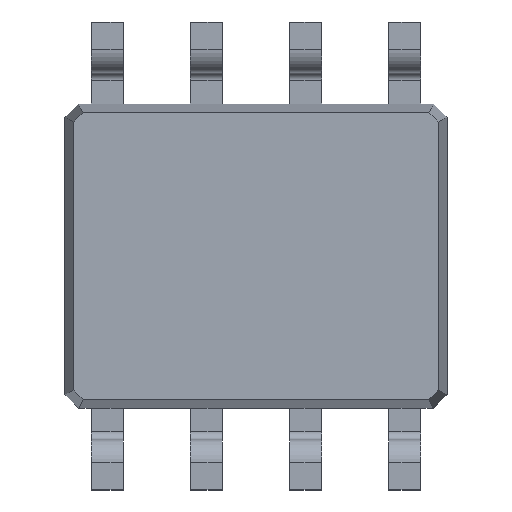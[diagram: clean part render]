
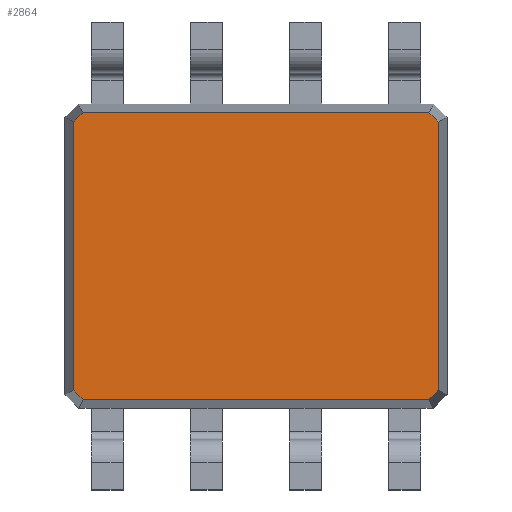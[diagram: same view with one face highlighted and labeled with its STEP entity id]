
A CAD part, top view. The second image highlights one B-rep face of the part: STEP entity #2864.
In plain terms, the highlighted face is planar.
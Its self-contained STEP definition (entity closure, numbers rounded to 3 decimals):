
#35=PLANE('',#3044);
#162=FACE_OUTER_BOUND('',#318,.T.);
#318=EDGE_LOOP('',(#1942,#1943,#1944,#1945,#1946,#1947,#1948,#1949));
#545=LINE('',#4098,#882);
#570=LINE('',#4148,#907);
#571=LINE('',#4150,#908);
#572=LINE('',#4151,#909);
#573=LINE('',#4153,#910);
#574=LINE('',#4155,#911);
#575=LINE('',#4157,#912);
#576=LINE('',#4158,#913);
#882=VECTOR('',#3298,1.);
#907=VECTOR('',#3345,1.);
#908=VECTOR('',#3346,1.);
#909=VECTOR('',#3347,1.);
#910=VECTOR('',#3348,1.);
#911=VECTOR('',#3349,1.);
#912=VECTOR('',#3350,1.);
#913=VECTOR('',#3351,1.);
#1223=VERTEX_POINT('',#4096);
#1224=VERTEX_POINT('',#4097);
#1237=VERTEX_POINT('',#4146);
#1238=VERTEX_POINT('',#4147);
#1239=VERTEX_POINT('',#4149);
#1240=VERTEX_POINT('',#4152);
#1241=VERTEX_POINT('',#4154);
#1242=VERTEX_POINT('',#4156);
#1477=EDGE_CURVE('',#1223,#1224,#545,.T.);
#1502=EDGE_CURVE('',#1237,#1238,#570,.T.);
#1503=EDGE_CURVE('',#1238,#1239,#571,.T.);
#1504=EDGE_CURVE('',#1239,#1223,#572,.T.);
#1505=EDGE_CURVE('',#1224,#1240,#573,.T.);
#1506=EDGE_CURVE('',#1240,#1241,#574,.T.);
#1507=EDGE_CURVE('',#1241,#1242,#575,.T.);
#1508=EDGE_CURVE('',#1242,#1237,#576,.T.);
#1942=ORIENTED_EDGE('',*,*,#1502,.T.);
#1943=ORIENTED_EDGE('',*,*,#1503,.T.);
#1944=ORIENTED_EDGE('',*,*,#1504,.T.);
#1945=ORIENTED_EDGE('',*,*,#1477,.T.);
#1946=ORIENTED_EDGE('',*,*,#1505,.T.);
#1947=ORIENTED_EDGE('',*,*,#1506,.T.);
#1948=ORIENTED_EDGE('',*,*,#1507,.T.);
#1949=ORIENTED_EDGE('',*,*,#1508,.T.);
#2864=ADVANCED_FACE('',(#162),#35,.F.);
#3044=AXIS2_PLACEMENT_3D('',#4145,#3343,#3344);
#3298=DIRECTION('',(0.,-1.,0.));
#3343=DIRECTION('center_axis',(0.,0.,1.));
#3344=DIRECTION('ref_axis',(0.593,-0.806,0.));
#3345=DIRECTION('',(0.707,0.707,0.));
#3346=DIRECTION('',(1.,0.,0.));
#3347=DIRECTION('',(0.707,-0.707,0.));
#3348=DIRECTION('',(-0.707,-0.707,0.));
#3349=DIRECTION('',(-1.,0.,0.));
#3350=DIRECTION('',(-0.707,0.707,0.));
#3351=DIRECTION('',(0.,1.,0.));
#4096=CARTESIAN_POINT('',(1.835,2.218,0.1));
#4097=CARTESIAN_POINT('',(1.835,-2.218,0.1));
#4098=CARTESIAN_POINT('',(1.835,2.218,0.1));
#4145=CARTESIAN_POINT('Origin',(-1.718,2.335,0.1));
#4146=CARTESIAN_POINT('',(-1.835,2.218,0.1));
#4147=CARTESIAN_POINT('',(-1.718,2.335,0.1));
#4148=CARTESIAN_POINT('',(-1.835,2.218,0.1));
#4149=CARTESIAN_POINT('',(1.718,2.335,0.1));
#4150=CARTESIAN_POINT('',(-1.718,2.335,0.1));
#4151=CARTESIAN_POINT('',(1.718,2.335,0.1));
#4152=CARTESIAN_POINT('',(1.718,-2.335,0.1));
#4153=CARTESIAN_POINT('',(1.835,-2.218,0.1));
#4154=CARTESIAN_POINT('',(-1.718,-2.335,0.1));
#4155=CARTESIAN_POINT('',(1.718,-2.335,0.1));
#4156=CARTESIAN_POINT('',(-1.835,-2.218,0.1));
#4157=CARTESIAN_POINT('',(-1.718,-2.335,0.1));
#4158=CARTESIAN_POINT('',(-1.835,-2.218,0.1));
